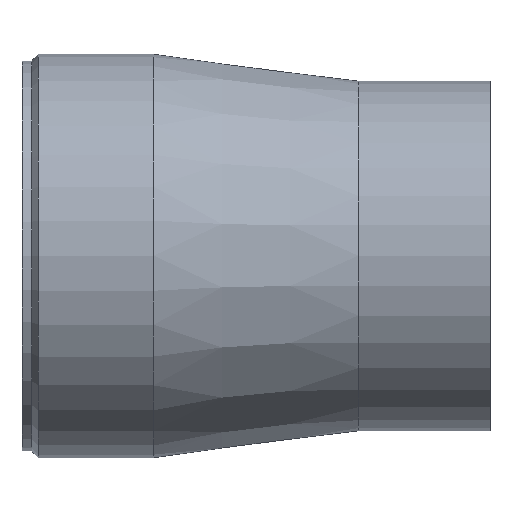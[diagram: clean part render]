
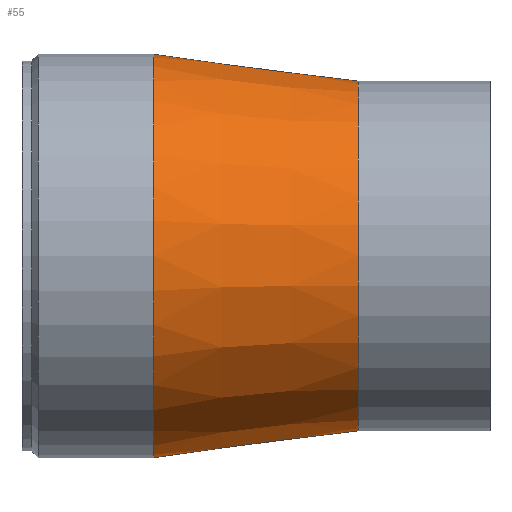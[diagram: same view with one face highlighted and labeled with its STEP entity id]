
A CAD part, top view. The second image highlights one B-rep face of the part: STEP entity #55.
In plain terms, the highlighted conical face has half-angle 7.496 degrees and reference radius 32.5 mm.
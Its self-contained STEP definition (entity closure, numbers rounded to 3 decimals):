
#55 = ADVANCED_FACE( '', ( #116, #117 ), #118, .T. );
#116 = FACE_OUTER_BOUND( '', #175, .T. );
#117 = FACE_BOUND( '', #176, .T. );
#118 = CONICAL_SURFACE( '', #177, 32.5, 0.131 );
#175 = EDGE_LOOP( '', ( #246 ) );
#176 = EDGE_LOOP( '', ( #247 ) );
#177 = AXIS2_PLACEMENT_3D( '', #248, #249, #250 );
#246 = ORIENTED_EDGE( '', *, *, #290, .T. );
#247 = ORIENTED_EDGE( '', *, *, #291, .F. );
#248 = CARTESIAN_POINT( '', ( 0., 0., 0. ) );
#249 = DIRECTION( '', ( -1., 0., 0. ) );
#250 = DIRECTION( '', ( 0., 0., 1. ) );
#290 = EDGE_CURVE( '', #327, #327, #328, .T. );
#291 = EDGE_CURVE( '', #329, #329, #330, .T. );
#327 = VERTEX_POINT( '', #366 );
#328 = CIRCLE( '', #367, 37.5 );
#329 = VERTEX_POINT( '', #368 );
#330 = CIRCLE( '', #369, 32.5 );
#366 = CARTESIAN_POINT( '', ( -38., 0., -37.5 ) );
#367 = AXIS2_PLACEMENT_3D( '', #406, #407, #408 );
#368 = CARTESIAN_POINT( '', ( 0., 0., -32.5 ) );
#369 = AXIS2_PLACEMENT_3D( '', #409, #410, #411 );
#406 = CARTESIAN_POINT( '', ( -38., 0., 0. ) );
#407 = DIRECTION( '', ( 1., 0., 0. ) );
#408 = DIRECTION( '', ( 0., 0., -1. ) );
#409 = CARTESIAN_POINT( '', ( 0., 0., 0. ) );
#410 = DIRECTION( '', ( 1., 0., 0. ) );
#411 = DIRECTION( '', ( 0., 0., -1. ) );
